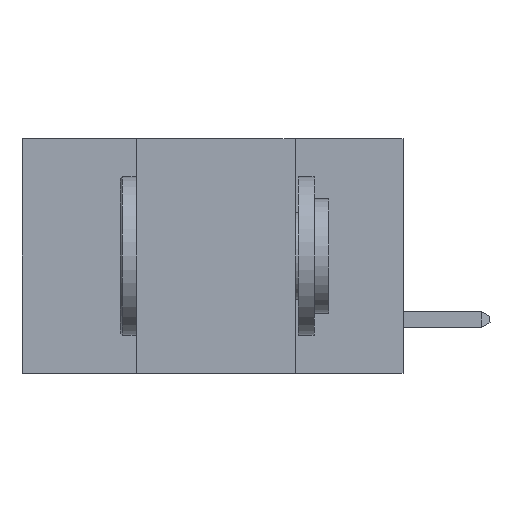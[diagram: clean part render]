
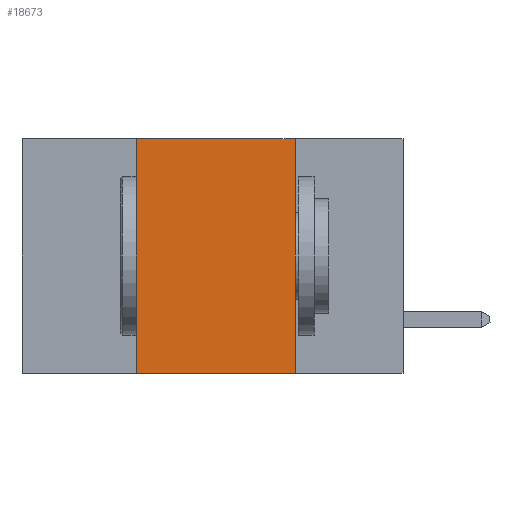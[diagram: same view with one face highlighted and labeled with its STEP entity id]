
A CAD part, left-side view. The second image highlights one B-rep face of the part: STEP entity #18673.
In plain terms, the highlighted planar face has unit normal (-1, 0, 0).
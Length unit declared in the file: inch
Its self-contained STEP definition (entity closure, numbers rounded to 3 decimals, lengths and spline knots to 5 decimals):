
#846 = VECTOR ( 'NONE', #27746, 39.37008 ) ;
#945 = CARTESIAN_POINT ( 'NONE',  ( 0., 0.42, 0. ) ) ;
#1056 = EDGE_CURVE ( 'NONE', #10495, #17680, #15008, .T. ) ;
#6483 = LINE ( 'NONE', #12339, #31712 ) ;
#6640 = VERTEX_POINT ( 'NONE', #26870 ) ;
#7332 = DIRECTION ( 'NONE',  ( 0., -1., 0. ) ) ;
#7718 = ORIENTED_EDGE ( 'NONE', *, *, #12907, .F. ) ;
#7827 = LINE ( 'NONE', #28740, #20177 ) ;
#8533 = ORIENTED_EDGE ( 'NONE', *, *, #1056, .F. ) ;
#10495 = VERTEX_POINT ( 'NONE', #17727 ) ;
#10540 = DIRECTION ( 'NONE',  ( 0., 0., -1. ) ) ;
#11792 = DIRECTION ( 'NONE',  ( 0., -1., 0. ) ) ;
#12339 = CARTESIAN_POINT ( 'NONE',  ( 0., 0.6, -0.37 ) ) ;
#12864 = EDGE_CURVE ( 'NONE', #6640, #26500, #21711, .T. ) ;
#12907 = EDGE_CURVE ( 'NONE', #17680, #6640, #7827, .T. ) ;
#15008 = LINE ( 'NONE', #27709, #846 ) ;
#17680 = VERTEX_POINT ( 'NONE', #945 ) ;
#17727 = CARTESIAN_POINT ( 'NONE',  ( 0., 0.42, -0.37 ) ) ;
#18673 = ADVANCED_FACE ( 'NONE', ( #22117 ), #20243, .F. ) ;
#20177 = VECTOR ( 'NONE', #11792, 39.37008 ) ;
#20243 = PLANE ( 'NONE',  #28306 ) ;
#21602 = ORIENTED_EDGE ( 'NONE', *, *, #31283, .T. ) ;
#21711 = LINE ( 'NONE', #23807, #27341 ) ;
#22117 = FACE_OUTER_BOUND ( 'NONE', #25926, .T. ) ;
#22691 = CARTESIAN_POINT ( 'NONE',  ( 0., 0.6, 0. ) ) ;
#23807 = CARTESIAN_POINT ( 'NONE',  ( 0., 0.17, 0. ) ) ;
#25101 = DIRECTION ( 'NONE',  ( 1., 0., 0. ) ) ;
#25926 = EDGE_LOOP ( 'NONE', ( #26488, #7718, #8533, #21602 ) ) ;
#26488 = ORIENTED_EDGE ( 'NONE', *, *, #12864, .F. ) ;
#26500 = VERTEX_POINT ( 'NONE', #27819 ) ;
#26870 = CARTESIAN_POINT ( 'NONE',  ( 0., 0.17, 0. ) ) ;
#27341 = VECTOR ( 'NONE', #28527, 39.37008 ) ;
#27709 = CARTESIAN_POINT ( 'NONE',  ( 0., 0.42, 0. ) ) ;
#27746 = DIRECTION ( 'NONE',  ( 0., 0., 1. ) ) ;
#27819 = CARTESIAN_POINT ( 'NONE',  ( 0., 0.17, -0.37 ) ) ;
#28306 = AXIS2_PLACEMENT_3D ( 'NONE', #22691, #25101, #10540 ) ;
#28527 = DIRECTION ( 'NONE',  ( 0., 0., -1. ) ) ;
#28740 = CARTESIAN_POINT ( 'NONE',  ( 0., 0.6, 0. ) ) ;
#31283 = EDGE_CURVE ( 'NONE', #10495, #26500, #6483, .T. ) ;
#31712 = VECTOR ( 'NONE', #7332, 39.37008 ) ;
